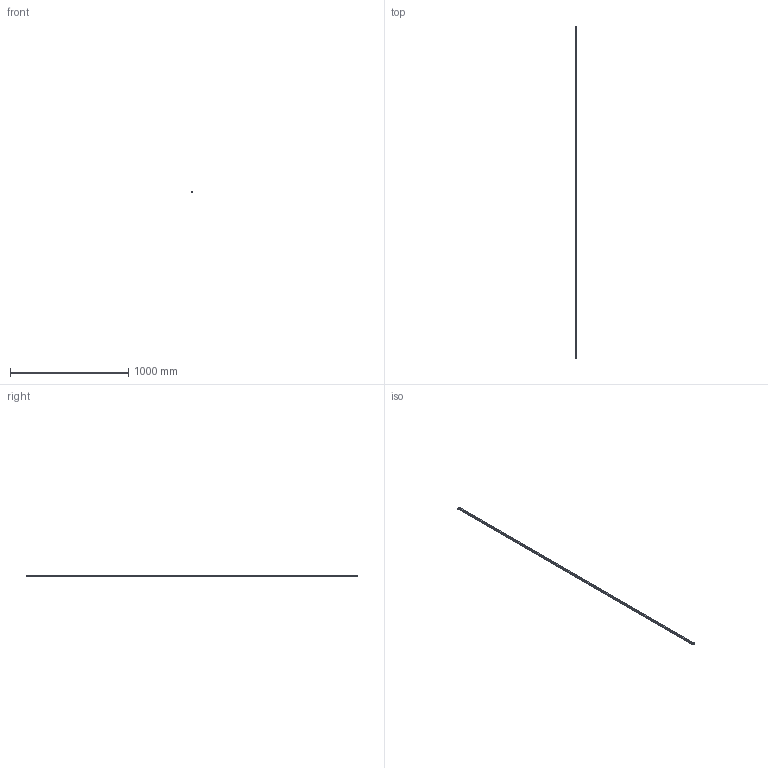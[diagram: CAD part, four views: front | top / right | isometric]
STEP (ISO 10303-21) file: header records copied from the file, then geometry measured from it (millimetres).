
FILE_DESCRIPTION(('STEP AP214'),'1');
FILE_NAME('cctmp_ECEE1523-34B0-4EB5-9ACD-16B614BDC148_2021_01_19_13_14_51_0466..stp','2021-01-19T12:14:51',('HIWIN GmbH'),('CADClick - www.CADClick.com'),'Spatial InterOp 3D',' ','unknown authorization');
FILE_SCHEMA(('AUTOMOTIVE_DESIGN'));
Length unit declared in the file: millimetre
Products named in the file (1): HGR15T2810C_FILE
Bounding box: 15 x 2810 x 15 mm (x, y, z)
Volume: 527450.6 mm3; surface area: 178282.4 mm2
Topology: 1 solids, 1 shells, 303 faces, 797 edges, 453 vertices
Faces by surface type: cylinder 120, cone 94, plane 89
Entity records: 11049 total; most frequent: DIRECTION 1551, CARTESIAN_POINT 1460, ORIENTED_EDGE 1406, EDGE_CURVE 703, AXIS2_PLACEMENT_3D 544, LINE 463, VECTOR 463, VERTEX_POINT 453
